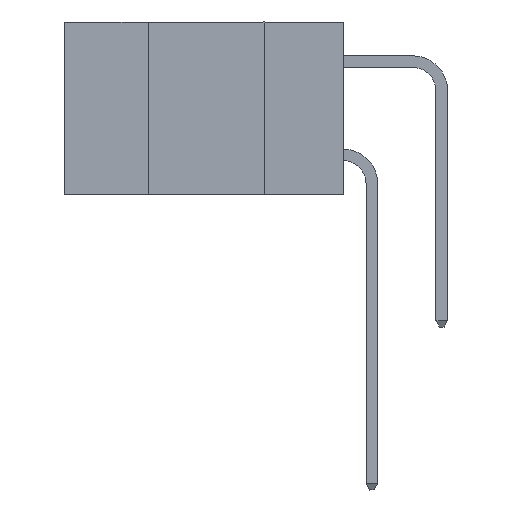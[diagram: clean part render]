
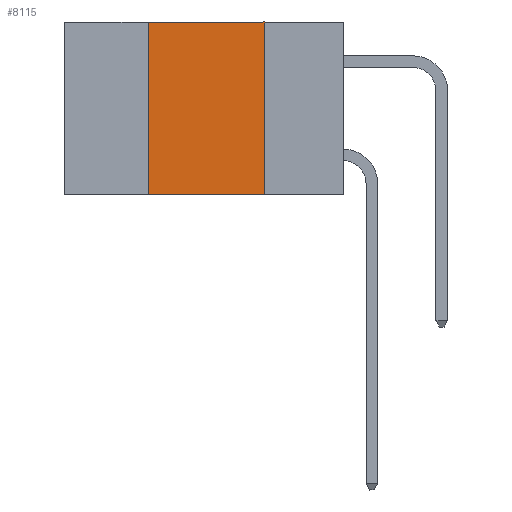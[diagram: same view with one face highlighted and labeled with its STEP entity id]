
A CAD part, left-side view. The second image highlights one B-rep face of the part: STEP entity #8115.
In plain terms, the highlighted planar face has unit normal (-1, 0, 0).
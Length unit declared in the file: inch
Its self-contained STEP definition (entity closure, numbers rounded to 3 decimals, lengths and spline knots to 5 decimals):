
#223 = EDGE_LOOP ( 'NONE', ( #2353, #18251, #2985, #24522 ) ) ;
#1025 = EDGE_CURVE ( 'NONE', #21908, #12813, #18579, .T. ) ;
#1999 = LINE ( 'NONE', #21475, #12114 ) ;
#2353 = ORIENTED_EDGE ( 'NONE', *, *, #5125, .F. ) ;
#2383 = EDGE_CURVE ( 'NONE', #12813, #14485, #1999, .T. ) ;
#2652 = CARTESIAN_POINT ( 'NONE',  ( 0., 0.17, -0.37 ) ) ;
#2722 = VECTOR ( 'NONE', #6103, 39.37008 ) ;
#2985 = ORIENTED_EDGE ( 'NONE', *, *, #1025, .F. ) ;
#3119 = CARTESIAN_POINT ( 'NONE',  ( 0., 0.6, -0.37 ) ) ;
#3730 = FACE_OUTER_BOUND ( 'NONE', #223, .T. ) ;
#4120 = DIRECTION ( 'NONE',  ( 1., 0., 0. ) ) ;
#5125 = EDGE_CURVE ( 'NONE', #14485, #14599, #7097, .T. ) ;
#6103 = DIRECTION ( 'NONE',  ( 0., 0., 1. ) ) ;
#6157 = CARTESIAN_POINT ( 'NONE',  ( 0., 0.42, -0.37 ) ) ;
#7097 = LINE ( 'NONE', #17197, #22068 ) ;
#7149 = DIRECTION ( 'NONE',  ( 0., -1., 0. ) ) ;
#8115 = ADVANCED_FACE ( 'NONE', ( #3730 ), #16072, .F. ) ;
#9733 = VECTOR ( 'NONE', #7149, 39.37008 ) ;
#10129 = AXIS2_PLACEMENT_3D ( 'NONE', #19834, #4120, #18032 ) ;
#10447 = CARTESIAN_POINT ( 'NONE',  ( 0., 0.17, 0. ) ) ;
#12114 = VECTOR ( 'NONE', #20830, 39.37008 ) ;
#12813 = VERTEX_POINT ( 'NONE', #17510 ) ;
#13582 = CARTESIAN_POINT ( 'NONE',  ( 0., 0.42, -0.37 ) ) ;
#14485 = VERTEX_POINT ( 'NONE', #10447 ) ;
#14599 = VERTEX_POINT ( 'NONE', #2652 ) ;
#15219 = DIRECTION ( 'NONE',  ( 0., 0., -1. ) ) ;
#16072 = PLANE ( 'NONE',  #10129 ) ;
#17197 = CARTESIAN_POINT ( 'NONE',  ( 0., 0.17, -0.37 ) ) ;
#17510 = CARTESIAN_POINT ( 'NONE',  ( 0., 0.42, 0. ) ) ;
#18032 = DIRECTION ( 'NONE',  ( 0., 0., -1. ) ) ;
#18251 = ORIENTED_EDGE ( 'NONE', *, *, #2383, .F. ) ;
#18579 = LINE ( 'NONE', #6157, #2722 ) ;
#19834 = CARTESIAN_POINT ( 'NONE',  ( 0., 0.6, 0. ) ) ;
#20830 = DIRECTION ( 'NONE',  ( 0., -1., 0. ) ) ;
#21475 = CARTESIAN_POINT ( 'NONE',  ( 0., 0.6, 0. ) ) ;
#21908 = VERTEX_POINT ( 'NONE', #13582 ) ;
#22068 = VECTOR ( 'NONE', #15219, 39.37008 ) ;
#23993 = EDGE_CURVE ( 'NONE', #21908, #14599, #25178, .T. ) ;
#24522 = ORIENTED_EDGE ( 'NONE', *, *, #23993, .T. ) ;
#25178 = LINE ( 'NONE', #3119, #9733 ) ;
